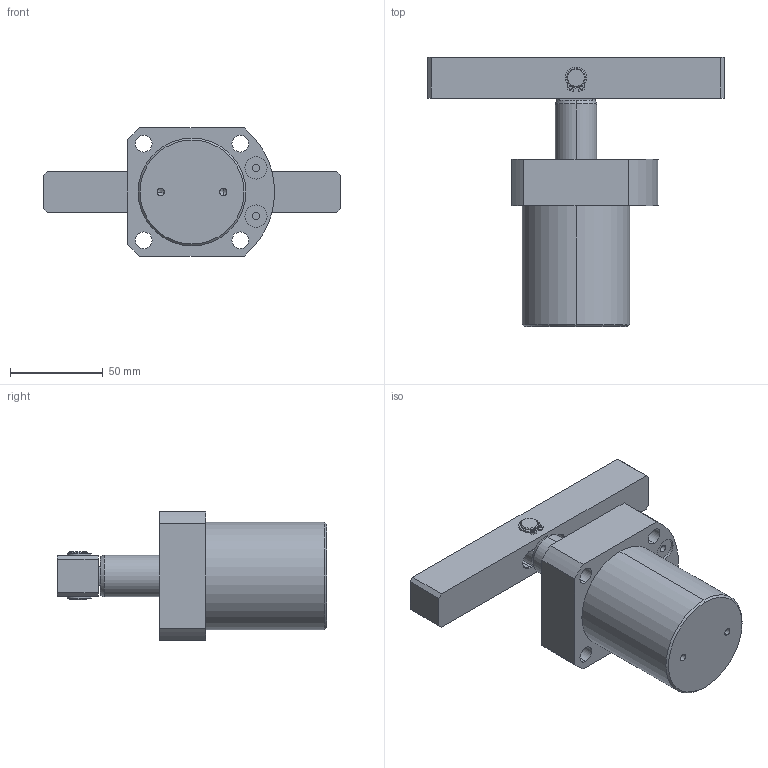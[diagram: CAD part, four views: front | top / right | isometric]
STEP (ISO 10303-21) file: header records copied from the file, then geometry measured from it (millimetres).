
FILE_DESCRIPTION (( 'STEP AP203' ), '1' );
FILE_NAME ('chs-fam40d_asm.STEP', '2019-04-19T00:58:37', ( '' ), ( '' ), 'SwSTEP 2.0', 'SolidWorks 2017', '' );
FILE_SCHEMA (( 'CONFIG_CONTROL_DESIGN' ));
Length unit declared in the file: millimetre
Products named in the file (6): CHS-40D-01_3; chs-fam40d_asm; CHS-FAM40-03; 12轴用挡圈; CHS-40D-02_2; XIAO
Assembly tree (6 placements, depth 2):
  chs-fam40d_asm
    CHS-FAM40-03
    CHS-40D-02_2
    CHS-40D-01_3
    XIAO
    12轴用挡圈  x2
Bounding box: 160 x 145 x 69 mm (x, y, z)
Volume: 341984.9 mm3; surface area: 70343.9 mm2
Topology: 7 solids, 7 shells, 187 faces, 444 edges, 283 vertices
Faces by surface type: cylinder 99, plane 58, cone 30
Entity records: 5350 total; most frequent: DIRECTION 906, CARTESIAN_POINT 795, ORIENTED_EDGE 744, EDGE_CURVE 372, AXIS2_PLACEMENT_3D 366, VERTEX_POINT 239, EDGE_LOOP 201, CIRCLE 194
